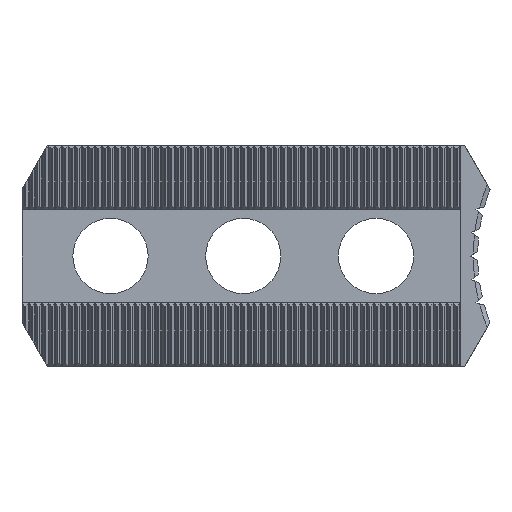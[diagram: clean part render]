
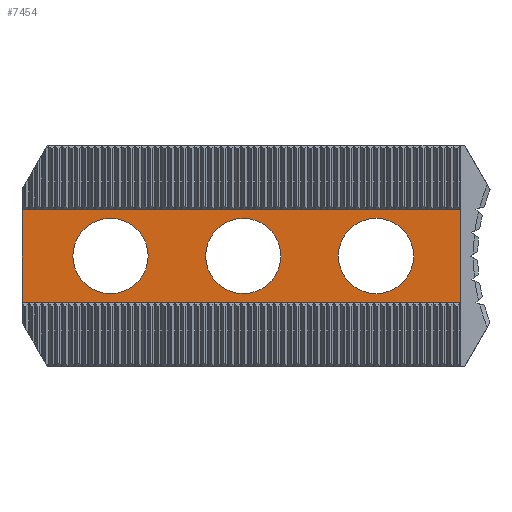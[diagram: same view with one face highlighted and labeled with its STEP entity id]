
A CAD part, left-side view. The second image highlights one B-rep face of the part: STEP entity #7454.
In plain terms, the highlighted planar face has unit normal (-1, 0, 0).
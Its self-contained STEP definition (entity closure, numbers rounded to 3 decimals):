
#489 = DIRECTION ( 'NONE',  ( 0., 0., -1. ) ) ;
#575 = DIRECTION ( 'NONE',  ( 1., 0., 0. ) ) ;
#660 = CARTESIAN_POINT ( 'NONE',  ( 4., 83., -8.5 ) ) ;
#824 = EDGE_LOOP ( 'NONE', ( #1972 ) ) ;
#1174 = VERTEX_POINT ( 'NONE', #5941 ) ;
#1209 = ORIENTED_EDGE ( 'NONE', *, *, #13290, .T. ) ;
#1390 = VECTOR ( 'NONE', #14852, 1000. ) ;
#1819 = LINE ( 'NONE', #21271, #20518 ) ;
#1972 = ORIENTED_EDGE ( 'NONE', *, *, #7136, .T. ) ;
#2638 = EDGE_CURVE ( 'NONE', #19144, #15937, #1819, .T. ) ;
#2703 = FACE_BOUND ( 'NONE', #20235, .T. ) ;
#2870 = CARTESIAN_POINT ( 'NONE',  ( 4., 83., 0. ) ) ;
#4372 = AXIS2_PLACEMENT_3D ( 'NONE', #10817, #8291, #23331 ) ;
#4391 = FACE_BOUND ( 'NONE', #5229, .T. ) ;
#4516 = EDGE_LOOP ( 'NONE', ( #1209, #14977, #7394, #21460 ) ) ;
#4569 = CARTESIAN_POINT ( 'NONE',  ( 4., -2.77, 10.5 ) ) ;
#4765 = VERTEX_POINT ( 'NONE', #6744 ) ;
#4816 = PLANE ( 'NONE',  #11085 ) ;
#5229 = EDGE_LOOP ( 'NONE', ( #8601 ) ) ;
#5941 = CARTESIAN_POINT ( 'NONE',  ( 4., 4., 10.5 ) ) ;
#6744 = CARTESIAN_POINT ( 'NONE',  ( 4., 23., -8.5 ) ) ;
#7047 = CIRCLE ( 'NONE', #14223, 8.5 ) ;
#7136 = EDGE_CURVE ( 'NONE', #18856, #18856, #7047, .T. ) ;
#7394 = ORIENTED_EDGE ( 'NONE', *, *, #2638, .F. ) ;
#7454 = ADVANCED_FACE ( 'NONE', ( #4391, #25929, #2703, #8769 ), #4816, .F. ) ;
#8291 = DIRECTION ( 'NONE',  ( 1., 0., 0. ) ) ;
#8601 = ORIENTED_EDGE ( 'NONE', *, *, #21228, .T. ) ;
#8769 = FACE_OUTER_BOUND ( 'NONE', #4516, .T. ) ;
#9128 = VERTEX_POINT ( 'NONE', #17720 ) ;
#10817 = CARTESIAN_POINT ( 'NONE',  ( 4., 53., 0. ) ) ;
#11017 = CARTESIAN_POINT ( 'NONE',  ( 4., -2.77, 10.5 ) ) ;
#11049 = LINE ( 'NONE', #4569, #1390 ) ;
#11053 = DIRECTION ( 'NONE',  ( 0., 0., -1. ) ) ;
#11085 = AXIS2_PLACEMENT_3D ( 'NONE', #11017, #575, #21579 ) ;
#11559 = VECTOR ( 'NONE', #15629, 1000. ) ;
#12616 = ORIENTED_EDGE ( 'NONE', *, *, #21723, .T. ) ;
#13188 = DIRECTION ( 'NONE',  ( 1., 0., 0. ) ) ;
#13290 = EDGE_CURVE ( 'NONE', #1174, #13689, #11049, .T. ) ;
#13689 = VERTEX_POINT ( 'NONE', #25687 ) ;
#14223 = AXIS2_PLACEMENT_3D ( 'NONE', #2870, #17937, #11053 ) ;
#14651 = DIRECTION ( 'NONE',  ( 0., 1., 0. ) ) ;
#14852 = DIRECTION ( 'NONE',  ( 0., 1., 0. ) ) ;
#14977 = ORIENTED_EDGE ( 'NONE', *, *, #19222, .T. ) ;
#15629 = DIRECTION ( 'NONE',  ( 0., 0., -1. ) ) ;
#15937 = VERTEX_POINT ( 'NONE', #16996 ) ;
#16996 = CARTESIAN_POINT ( 'NONE',  ( 4., 103., -10.5 ) ) ;
#17129 = LINE ( 'NONE', #17269, #20115 ) ;
#17269 = CARTESIAN_POINT ( 'NONE',  ( 4., 4., -25. ) ) ;
#17720 = CARTESIAN_POINT ( 'NONE',  ( 4., 53., -8.5 ) ) ;
#17937 = DIRECTION ( 'NONE',  ( 1., 0., 0. ) ) ;
#18789 = CIRCLE ( 'NONE', #24620, 8.5 ) ;
#18856 = VERTEX_POINT ( 'NONE', #660 ) ;
#19144 = VERTEX_POINT ( 'NONE', #26161 ) ;
#19222 = EDGE_CURVE ( 'NONE', #13689, #15937, #27829, .T. ) ;
#19414 = CARTESIAN_POINT ( 'NONE',  ( 4., 103., 10.5 ) ) ;
#19658 = EDGE_CURVE ( 'NONE', #1174, #19144, #17129, .T. ) ;
#20115 = VECTOR ( 'NONE', #25707, 1000. ) ;
#20235 = EDGE_LOOP ( 'NONE', ( #12616 ) ) ;
#20518 = VECTOR ( 'NONE', #14651, 1000. ) ;
#21228 = EDGE_CURVE ( 'NONE', #9128, #9128, #27276, .T. ) ;
#21271 = CARTESIAN_POINT ( 'NONE',  ( 4., -2.77, -10.5 ) ) ;
#21460 = ORIENTED_EDGE ( 'NONE', *, *, #19658, .F. ) ;
#21579 = DIRECTION ( 'NONE',  ( 0., 0., -1. ) ) ;
#21723 = EDGE_CURVE ( 'NONE', #4765, #4765, #18789, .T. ) ;
#23331 = DIRECTION ( 'NONE',  ( 0., 0., -1. ) ) ;
#24281 = CARTESIAN_POINT ( 'NONE',  ( 4., 23., 0. ) ) ;
#24620 = AXIS2_PLACEMENT_3D ( 'NONE', #24281, #13188, #489 ) ;
#25687 = CARTESIAN_POINT ( 'NONE',  ( 4., 103., 10.5 ) ) ;
#25707 = DIRECTION ( 'NONE',  ( 0., 0., -1. ) ) ;
#25929 = FACE_BOUND ( 'NONE', #824, .T. ) ;
#26161 = CARTESIAN_POINT ( 'NONE',  ( 4., 4., -10.5 ) ) ;
#27276 = CIRCLE ( 'NONE', #4372, 8.5 ) ;
#27829 = LINE ( 'NONE', #19414, #11559 ) ;
